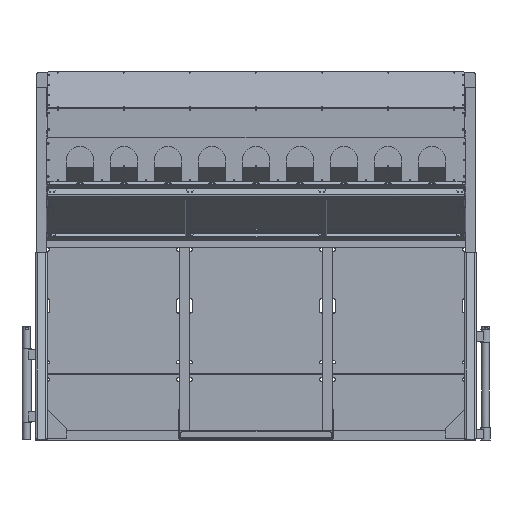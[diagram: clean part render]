
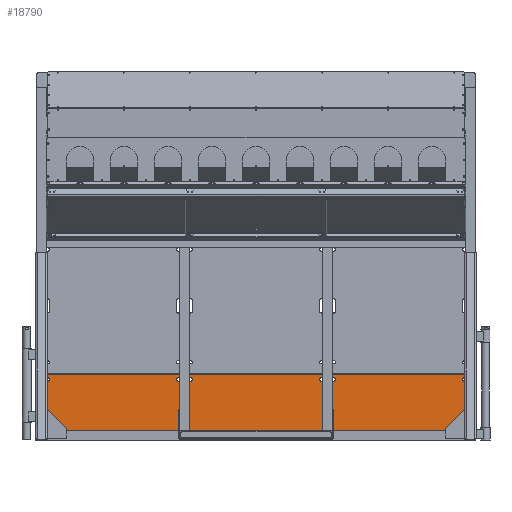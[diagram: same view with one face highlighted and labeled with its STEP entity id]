
A CAD part, front view. The second image highlights one B-rep face of the part: STEP entity #18790.
In plain terms, the highlighted face is planar.
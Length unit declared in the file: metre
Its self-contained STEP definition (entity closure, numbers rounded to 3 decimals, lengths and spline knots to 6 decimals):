
#851=CIRCLE('',#20927,0.0254);
#852=CIRCLE('',#20928,0.0254);
#853=CIRCLE('',#20929,0.0254);
#854=CIRCLE('',#20930,0.0254);
#855=CIRCLE('',#20931,0.007937);
#856=CIRCLE('',#20932,0.007938);
#857=CIRCLE('',#20933,0.007938);
#858=CIRCLE('',#20934,0.007938);
#859=CIRCLE('',#20935,0.007938);
#860=CIRCLE('',#20936,0.007938);
#4145=ORIENTED_EDGE('',*,*,#8004,.T.);
#4146=ORIENTED_EDGE('',*,*,#8005,.T.);
#4147=ORIENTED_EDGE('',*,*,#8006,.T.);
#4148=ORIENTED_EDGE('',*,*,#8007,.T.);
#4149=ORIENTED_EDGE('',*,*,#8008,.T.);
#4150=ORIENTED_EDGE('',*,*,#8009,.T.);
#4151=ORIENTED_EDGE('',*,*,#8010,.T.);
#4152=ORIENTED_EDGE('',*,*,#8011,.T.);
#4153=ORIENTED_EDGE('',*,*,#8012,.F.);
#4154=ORIENTED_EDGE('',*,*,#8013,.F.);
#4155=ORIENTED_EDGE('',*,*,#8014,.F.);
#4156=ORIENTED_EDGE('',*,*,#8015,.F.);
#4157=ORIENTED_EDGE('',*,*,#8016,.F.);
#4158=ORIENTED_EDGE('',*,*,#8017,.F.);
#8004=EDGE_CURVE('',#10139,#10140,#851,.T.);
#8005=EDGE_CURVE('',#10140,#10141,#11800,.T.);
#8006=EDGE_CURVE('',#10141,#10142,#852,.T.);
#8007=EDGE_CURVE('',#10142,#10143,#11801,.T.);
#8008=EDGE_CURVE('',#10143,#10144,#853,.T.);
#8009=EDGE_CURVE('',#10144,#10145,#11802,.T.);
#8010=EDGE_CURVE('',#10145,#10146,#854,.T.);
#8011=EDGE_CURVE('',#10146,#10139,#11803,.T.);
#8012=EDGE_CURVE('',#10147,#10147,#855,.T.);
#8013=EDGE_CURVE('',#10148,#10148,#856,.T.);
#8014=EDGE_CURVE('',#10149,#10149,#857,.T.);
#8015=EDGE_CURVE('',#10150,#10150,#858,.T.);
#8016=EDGE_CURVE('',#10151,#10151,#859,.T.);
#8017=EDGE_CURVE('',#10152,#10152,#860,.T.);
#10139=VERTEX_POINT('',#30295);
#10140=VERTEX_POINT('',#30296);
#10141=VERTEX_POINT('',#30298);
#10142=VERTEX_POINT('',#30300);
#10143=VERTEX_POINT('',#30302);
#10144=VERTEX_POINT('',#30304);
#10145=VERTEX_POINT('',#30306);
#10146=VERTEX_POINT('',#30308);
#10147=VERTEX_POINT('',#30311);
#10148=VERTEX_POINT('',#30313);
#10149=VERTEX_POINT('',#30315);
#10150=VERTEX_POINT('',#30317);
#10151=VERTEX_POINT('',#30319);
#10152=VERTEX_POINT('',#30321);
#11800=LINE('',#30297,#13241);
#11801=LINE('',#30301,#13242);
#11802=LINE('',#30305,#13243);
#11803=LINE('',#30309,#13244);
#13241=VECTOR('',#24617,1.);
#13242=VECTOR('',#24620,1.);
#13243=VECTOR('',#24623,1.);
#13244=VECTOR('',#24626,1.);
#14833=EDGE_LOOP('',(#4145,#4146,#4147,#4148,#4149,#4150,#4151,#4152));
#14834=EDGE_LOOP('',(#4153));
#14835=EDGE_LOOP('',(#4154));
#14836=EDGE_LOOP('',(#4155));
#14837=EDGE_LOOP('',(#4156));
#14838=EDGE_LOOP('',(#4157));
#14839=EDGE_LOOP('',(#4158));
#16710=FACE_BOUND('',#14833,.T.);
#16711=FACE_BOUND('',#14834,.T.);
#16712=FACE_BOUND('',#14835,.T.);
#16713=FACE_BOUND('',#14836,.T.);
#16714=FACE_BOUND('',#14837,.T.);
#16715=FACE_BOUND('',#14838,.T.);
#16716=FACE_BOUND('',#14839,.T.);
#18026=PLANE('',#20926);
#18790=ADVANCED_FACE('',(#16710,#16711,#16712,#16713,#16714,#16715,#16716),
#18026,.F.);
#20926=AXIS2_PLACEMENT_3D('',#30293,#24613,#24614);
#20927=AXIS2_PLACEMENT_3D('',#30294,#24615,#24616);
#20928=AXIS2_PLACEMENT_3D('',#30299,#24618,#24619);
#20929=AXIS2_PLACEMENT_3D('',#30303,#24621,#24622);
#20930=AXIS2_PLACEMENT_3D('',#30307,#24624,#24625);
#20931=AXIS2_PLACEMENT_3D('',#30310,#24627,#24628);
#20932=AXIS2_PLACEMENT_3D('',#30312,#24629,#24630);
#20933=AXIS2_PLACEMENT_3D('',#30314,#24631,#24632);
#20934=AXIS2_PLACEMENT_3D('',#30316,#24633,#24634);
#20935=AXIS2_PLACEMENT_3D('',#30318,#24635,#24636);
#20936=AXIS2_PLACEMENT_3D('',#30320,#24637,#24638);
#24613=DIRECTION('',(0.,0.,-1.));
#24614=DIRECTION('',(0.,1.,0.));
#24615=DIRECTION('',(0.,0.,1.));
#24616=DIRECTION('',(0.,1.,0.));
#24617=DIRECTION('',(0.,1.,0.));
#24618=DIRECTION('',(0.,0.,1.));
#24619=DIRECTION('',(0.,1.,0.));
#24620=DIRECTION('',(-1.,0.,0.));
#24621=DIRECTION('',(0.,0.,1.));
#24622=DIRECTION('',(0.,1.,0.));
#24623=DIRECTION('',(0.,-1.,0.));
#24624=DIRECTION('',(0.,0.,1.));
#24625=DIRECTION('',(0.,-1.,0.));
#24626=DIRECTION('',(1.,0.,0.));
#24627=DIRECTION('',(0.,0.,1.));
#24628=DIRECTION('',(0.,-1.,0.));
#24629=DIRECTION('',(0.,0.,1.));
#24630=DIRECTION('',(0.,-1.,0.));
#24631=DIRECTION('',(0.,0.,1.));
#24632=DIRECTION('',(0.,-1.,0.));
#24633=DIRECTION('',(0.,0.,1.));
#24634=DIRECTION('',(0.,1.,0.));
#24635=DIRECTION('',(0.,0.,1.));
#24636=DIRECTION('',(0.,1.,0.));
#24637=DIRECTION('',(0.,0.,1.));
#24638=DIRECTION('',(0.,1.,0.));
#30293=CARTESIAN_POINT('',(2.00025,0.0254,0.0127));
#30294=CARTESIAN_POINT('',(2.00025,0.0254,0.0127));
#30295=CARTESIAN_POINT('',(2.00025,0.,0.0127));
#30296=CARTESIAN_POINT('',(2.02565,0.0254,0.0127));
#30297=CARTESIAN_POINT('',(2.02565,0.0254,0.0127));
#30298=CARTESIAN_POINT('',(2.02565,0.2794,0.0127));
#30299=CARTESIAN_POINT('',(2.00025,0.2794,0.0127));
#30300=CARTESIAN_POINT('',(2.00025,0.3048,0.0127));
#30301=CARTESIAN_POINT('',(0.0254,0.3048,0.0127));
#30302=CARTESIAN_POINT('',(0.0254,0.3048,0.0127));
#30303=CARTESIAN_POINT('',(0.0254,0.2794,0.0127));
#30304=CARTESIAN_POINT('',(0.,0.2794,0.0127));
#30305=CARTESIAN_POINT('',(0.,0.0254,0.0127));
#30306=CARTESIAN_POINT('',(0.,0.0254,0.0127));
#30307=CARTESIAN_POINT('',(0.0254,0.0254,0.0127));
#30308=CARTESIAN_POINT('',(0.0254,0.,0.0127));
#30309=CARTESIAN_POINT('',(0.0254,0.,0.0127));
#30310=CARTESIAN_POINT('',(0.0508,0.2794,0.0127));
#30311=CARTESIAN_POINT('',(0.0508,0.271463,0.0127));
#30312=CARTESIAN_POINT('',(0.65405,0.2794,0.0127));
#30313=CARTESIAN_POINT('',(0.65405,0.271463,0.0127));
#30314=CARTESIAN_POINT('',(0.7112,0.2794,0.0127));
#30315=CARTESIAN_POINT('',(0.7112,0.271463,0.0127));
#30316=CARTESIAN_POINT('',(1.31445,0.2794,0.0127));
#30317=CARTESIAN_POINT('',(1.31445,0.287338,0.0127));
#30318=CARTESIAN_POINT('',(1.3716,0.2794,0.0127));
#30319=CARTESIAN_POINT('',(1.3716,0.287338,0.0127));
#30320=CARTESIAN_POINT('',(1.97485,0.2794,0.0127));
#30321=CARTESIAN_POINT('',(1.97485,0.287338,0.0127));
